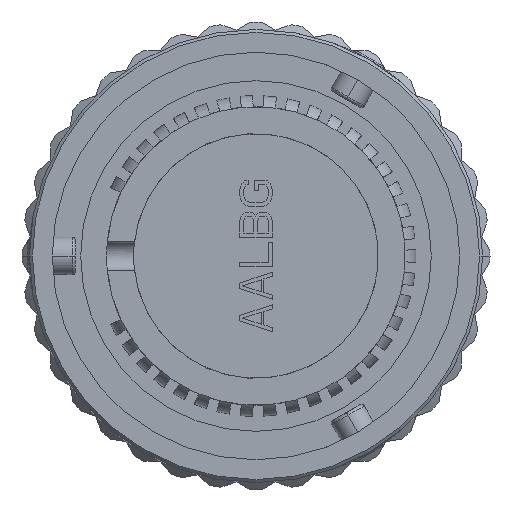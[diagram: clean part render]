
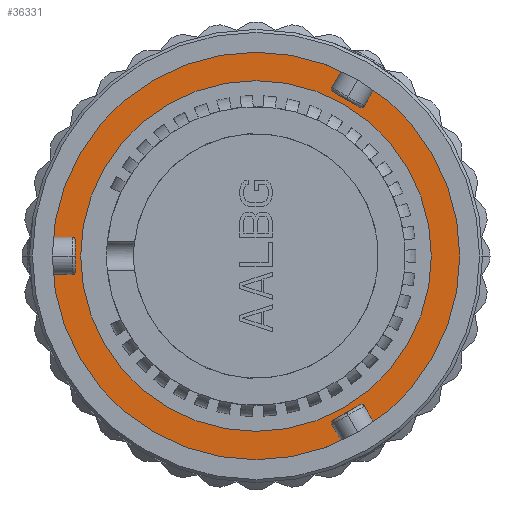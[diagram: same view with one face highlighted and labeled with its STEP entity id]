
A CAD part, left-side view. The second image highlights one B-rep face of the part: STEP entity #36331.
In plain terms, the highlighted planar face has unit normal (-1, 0, 0).
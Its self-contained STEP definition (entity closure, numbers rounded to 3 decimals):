
#10303=CARTESIAN_POINT('',(-9.01,0.,0.));
#10304=DIRECTION('',(-1.,0.,0.));
#10305=DIRECTION('',(0.,1.,0.));
#10306=AXIS2_PLACEMENT_3D('',#10303,#10304,#10305);
#10308=CARTESIAN_POINT('',(-9.01,0.,0.));
#10309=DIRECTION('',(-1.,0.,0.));
#10310=DIRECTION('',(0.,-1.,0.));
#10311=AXIS2_PLACEMENT_3D('',#10308,#10309,#10310);
#10313=CARTESIAN_POINT('',(-9.01,0.,0.));
#10314=DIRECTION('',(1.,0.,0.));
#10315=DIRECTION('',(0.,1.,0.));
#10316=AXIS2_PLACEMENT_3D('',#10313,#10314,#10315);
#10318=CARTESIAN_POINT('',(-9.01,0.,0.));
#10319=DIRECTION('',(1.,0.,0.));
#10320=DIRECTION('',(0.,-1.,0.));
#10321=AXIS2_PLACEMENT_3D('',#10318,#10319,#10320);
#24318=CARTESIAN_POINT('',(-9.01,11.885,0.));
#24319=CARTESIAN_POINT('',(-9.01,-11.885,0.));
#24320=VERTEX_POINT('',#24318);
#24321=VERTEX_POINT('',#24319);
#24829=CARTESIAN_POINT('',(-9.01,13.81,0.));
#24830=CARTESIAN_POINT('',(-9.01,-13.81,0.));
#24831=VERTEX_POINT('',#24829);
#24832=VERTEX_POINT('',#24830);
#36316=CARTESIAN_POINT('',(-9.01,0.,0.));
#36317=DIRECTION('',(1.,0.,0.));
#36318=DIRECTION('',(0.,0.,1.));
#36319=AXIS2_PLACEMENT_3D('',#36316,#36317,#36318);
#36320=PLANE('633',#36319);
#36321=ORIENTED_EDGE('3959',*,*,#36295,.F.);
#36322=ORIENTED_EDGE('3960',*,*,#36239,.F.);
#36323=EDGE_LOOP('633',(#36321,#36322));
#36324=FACE_OUTER_BOUND('633',#36323,.F.);
#36326=ORIENTED_EDGE('3344',*,*,#36325,.F.);
#36328=ORIENTED_EDGE('3345',*,*,#36327,.F.);
#36329=EDGE_LOOP('633',(#36326,#36328));
#36330=FACE_BOUND('633',#36329,.F.);
#10307=CIRCLE('3959',#10306,13.81);
#10312=CIRCLE('3960',#10311,13.81);
#10317=CIRCLE('3344',#10316,11.885);
#10322=CIRCLE('3345',#10321,11.885);
#36239=EDGE_CURVE('3960',#24832,#24831,#10312,.T.);
#36295=EDGE_CURVE('3959',#24831,#24832,#10307,.T.);
#36325=EDGE_CURVE('3344',#24320,#24321,#10317,.T.);
#36327=EDGE_CURVE('3345',#24321,#24320,#10322,.T.);
#36331=ADVANCED_FACE('633',(#36324,#36330),#36320,.F.);
